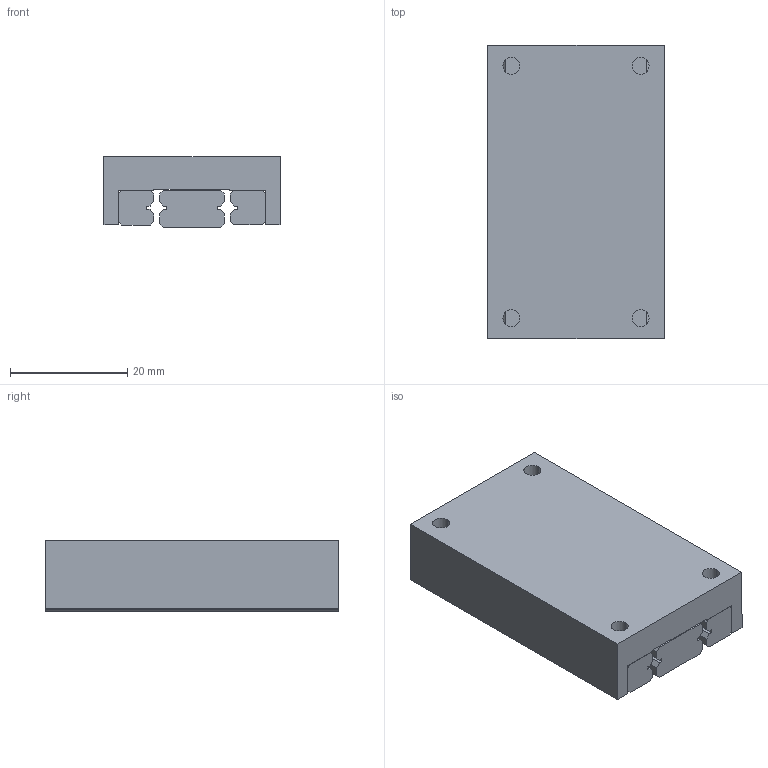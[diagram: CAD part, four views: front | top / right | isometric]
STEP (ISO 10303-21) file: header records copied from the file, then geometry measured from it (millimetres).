
FILE_DESCRIPTION((''),'2;1');
FILE_NAME('LP12-2-1.stp','2003-10-26T15:55:30',('Raul'),(''),'Autodesk Inventor (tm) 5.3','Autodesk Inventor (tm) 5.3','');
FILE_SCHEMA(('CONFIG_CONTROL_DESIGN'));
Length unit declared in the file: inch
Products named in the file (5): LP12-2-1; LP12-2-1 TOP-PLATE; LP12-2-1 RAIL-A; LP12-2-1 RAIL-B; LP12-2-1 SLIDE
Assembly tree (4 placements, depth 2):
  LP12-2-1
    LP12-2-1 TOP-PLATE
    LP12-2-1 RAIL-A
    LP12-2-1 RAIL-B
    LP12-2-1 SLIDE
Bounding box: 30 x 50.01 x 11.99 mm (x, y, z)
Volume: 16129.3 mm3; surface area: 10069.5 mm2
Topology: 4 solids, 4 shells, 95 faces, 252 edges, 168 vertices
Faces by surface type: plane 68, bspline 27
Entity records: 3923 total; most frequent: CARTESIAN_POINT 941, ORIENTED_EDGE 504, DIRECTION 454, EDGE_CURVE 252, VECTOR 204, LINE 204, VERTEX_POINT 168, AXIS2_PLACEMENT_3D 125
